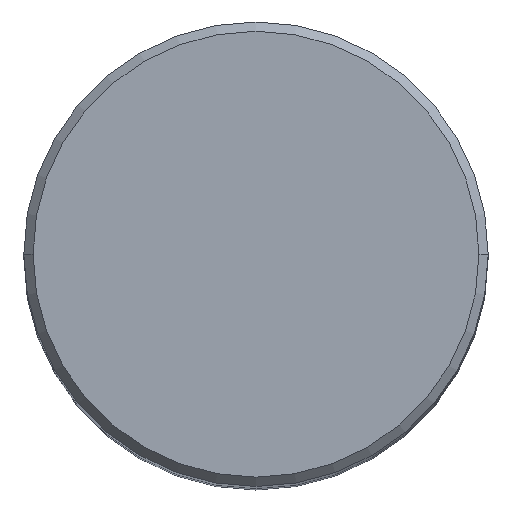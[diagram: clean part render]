
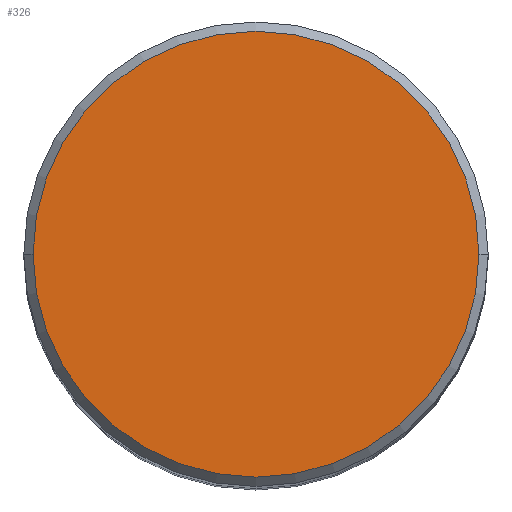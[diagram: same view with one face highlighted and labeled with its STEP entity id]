
A CAD part, top view. The second image highlights one B-rep face of the part: STEP entity #326.
In plain terms, the highlighted planar face has unit normal (0, 0, 1).
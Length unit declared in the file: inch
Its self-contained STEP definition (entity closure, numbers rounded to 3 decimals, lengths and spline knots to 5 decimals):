
#38 = PLANE ( 'NONE',  #85 ) ;
#58 = EDGE_CURVE ( 'NONE', #250, #240, #161, .T. ) ;
#63 = FACE_OUTER_BOUND ( 'NONE', #364, .T. ) ;
#72 = ORIENTED_EDGE ( 'NONE', *, *, #293, .T. ) ;
#83 = DIRECTION ( 'NONE',  ( 1., 0., 0. ) ) ;
#85 = AXIS2_PLACEMENT_3D ( 'NONE', #158, #219, #291 ) ;
#87 = ORIENTED_EDGE ( 'NONE', *, *, #58, .T. ) ;
#122 = DIRECTION ( 'NONE',  ( 0., 0., 1. ) ) ;
#136 = CIRCLE ( 'NONE', #339, 0.48 ) ;
#158 = CARTESIAN_POINT ( 'NONE',  ( 0., 0.48, 0. ) ) ;
#161 = CIRCLE ( 'NONE', #282, 0.48 ) ;
#195 = CARTESIAN_POINT ( 'NONE',  ( 0.48, 0., 0. ) ) ;
#216 = CARTESIAN_POINT ( 'NONE',  ( 0., 0., 0. ) ) ;
#219 = DIRECTION ( 'NONE',  ( 0., 0., -1. ) ) ;
#240 = VERTEX_POINT ( 'NONE', #195 ) ;
#243 = DIRECTION ( 'NONE',  ( 1., 0., 0. ) ) ;
#247 = CARTESIAN_POINT ( 'NONE',  ( 0., 0., 0. ) ) ;
#250 = VERTEX_POINT ( 'NONE', #263 ) ;
#263 = CARTESIAN_POINT ( 'NONE',  ( -0.48, 0., 0. ) ) ;
#282 = AXIS2_PLACEMENT_3D ( 'NONE', #247, #371, #83 ) ;
#291 = DIRECTION ( 'NONE',  ( -1., 0., 0. ) ) ;
#293 = EDGE_CURVE ( 'NONE', #240, #250, #136, .T. ) ;
#326 = ADVANCED_FACE ( 'NONE', ( #63 ), #38, .F. ) ;
#339 = AXIS2_PLACEMENT_3D ( 'NONE', #216, #122, #243 ) ;
#364 = EDGE_LOOP ( 'NONE', ( #87, #72 ) ) ;
#371 = DIRECTION ( 'NONE',  ( 0., 0., 1. ) ) ;
